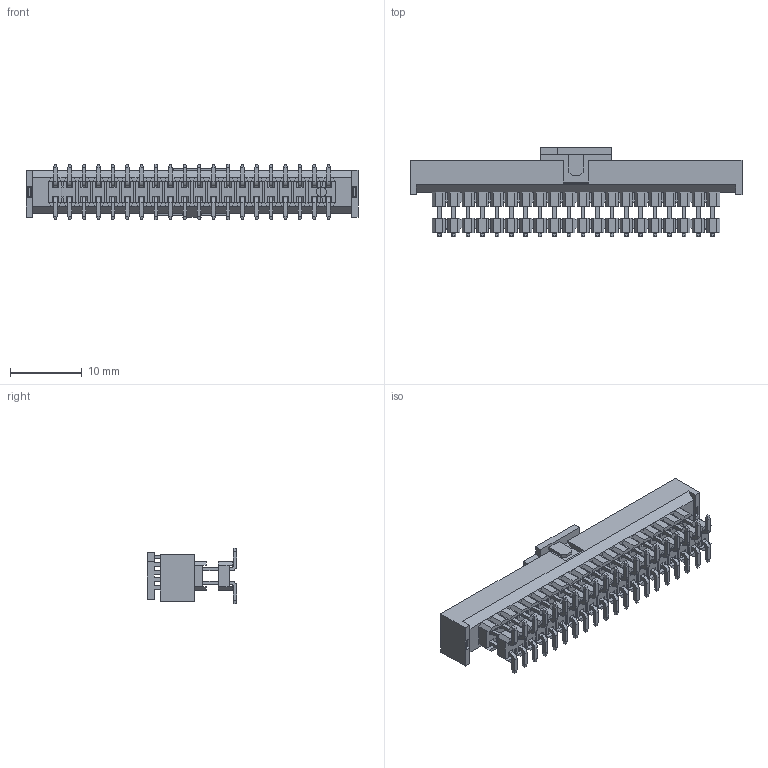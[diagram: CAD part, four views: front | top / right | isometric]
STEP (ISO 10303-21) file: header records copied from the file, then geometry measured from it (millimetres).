
FILE_DESCRIPTION( ('This file contains a STEP AP42 implementation' ,'as created by ZW3D STEP Interface translator.') ,'2;1' );
FILE_NAME( '3124-XXMXXBD00X2.stp' ,'2312 7.1545 1', (''), ('ZWCAD Software Co.'), 'Version 1.0', 'ZW3D to STEP translator', '' );
FILE_SCHEMA(('AUTOMOTIVE_DESIGN { 1 0 10303 214 1 1 1 1 }'));
Length unit declared in the file: millimetre
Products named in the file (1): 0
Bounding box: 46.17 x 12.48 x 7.76 mm (x, y, z)
Volume: 150.2 mm3; surface area: 3376.3 mm2
Topology: 41 solids, 42 shells, 2620 faces, 6479 edges, 3938 vertices
Faces by surface type: plane 2520, cylinder 100
Entity records: 77499 total; most frequent: CARTESIAN_POINT 13034, ORIENTED_EDGE 12942, DIRECTION 11921, EDGE_CURVE 6471, VECTOR 6263, LINE 6263, VERTEX_POINT 3942, AXIS2_PLACEMENT_3D 2829
